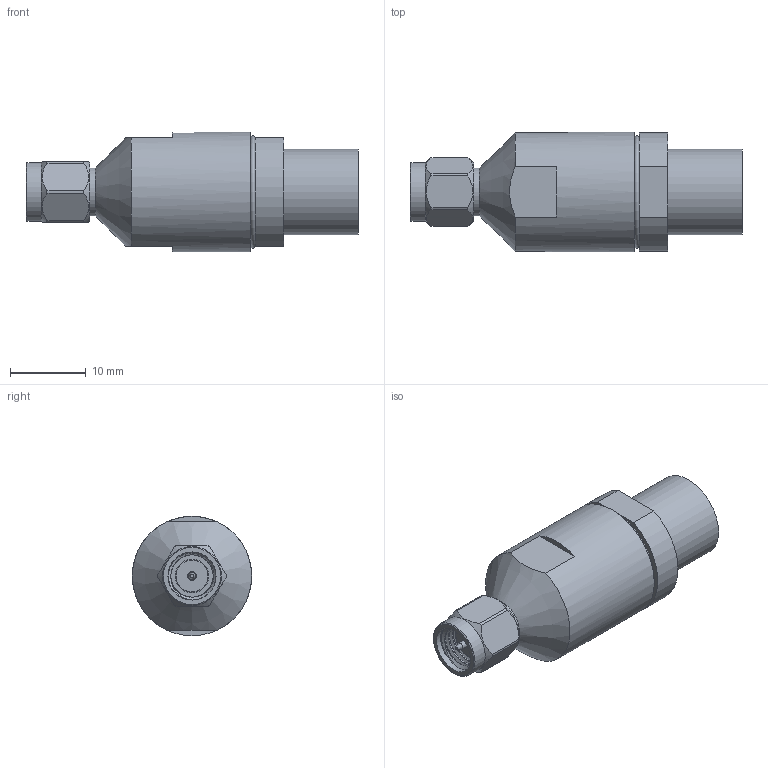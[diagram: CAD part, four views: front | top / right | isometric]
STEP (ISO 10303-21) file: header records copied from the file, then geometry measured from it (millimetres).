
FILE_DESCRIPTION (( 'STEP AP203' ), '1' );
FILE_NAME ('PE44808 ¦ FMCN1181.step', '2019-11-01T22:45:38', ( '' ), ( '' ), 'SwSTEP 2.0', 'SolidWorks 2018', '' );
FILE_SCHEMA (( 'CONFIG_CONTROL_DESIGN' ));
Length unit declared in the file: inch
Products named in the file (1): PE44808 ｦ FMCN1181
Bounding box: 43.81 x 15.75 x 15.75 mm (x, y, z)
Volume: 5123.6 mm3; surface area: 2562.5 mm2
Topology: 1 solids, 1 shells, 58 faces, 150 edges, 103 vertices
Faces by surface type: plane 23, cylinder 23, cone 7, bspline 4, torus 1
Full cylindrical faces by diameter (mm): 0.94 x1, 1.194 x1, 4.445 x1, 6.324 x1, 6.35 x6, 7.762 x1, 9.014 x1, 11.303 x1, 15.748 x1
Entity records: 3694 total; most frequent: CARTESIAN_POINT 2456, ORIENTED_EDGE 244, DIRECTION 212, EDGE_CURVE 122, VERTEX_POINT 98, AXIS2_PLACEMENT_3D 93, EDGE_LOOP 78, FACE_OUTER_BOUND 63
